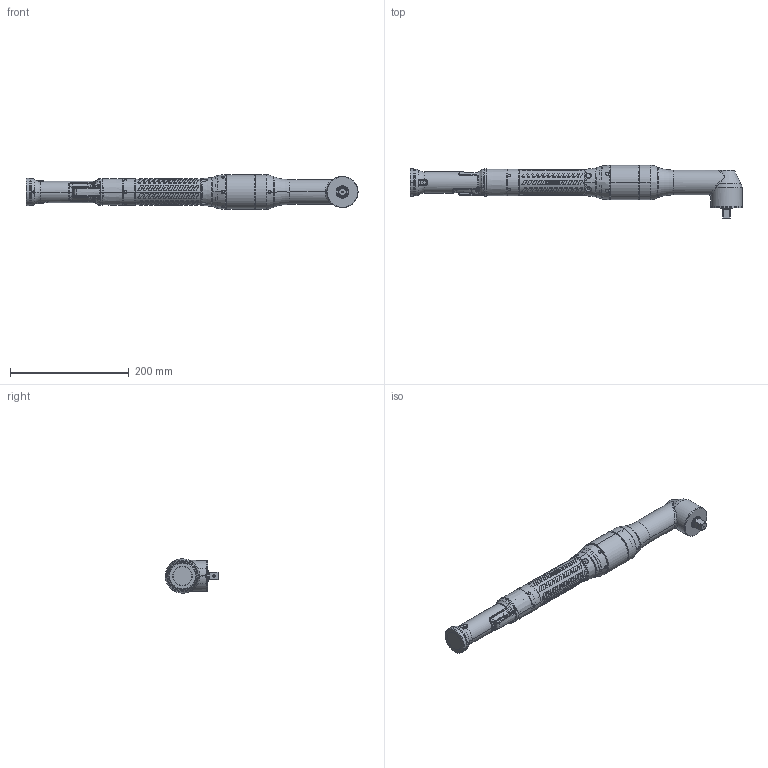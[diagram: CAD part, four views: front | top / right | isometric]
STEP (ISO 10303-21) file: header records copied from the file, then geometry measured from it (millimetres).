
FILE_DESCRIPTION((''),'2;1');
FILE_NAME('50EAN150KB4_SW0002','2017-03-27T',('D0L91'),(''),'CREO PARAMETRIC BY PTC INC, 2016050','CREO PARAMETRIC BY PTC INC, 2016050','');
FILE_SCHEMA(('CONFIG_CONTROL_DESIGN'));
Products named in the file (1): 50EAN150KB4_SW0002
Bounding box: 559.12 x 90 x 58 mm (x, y, z)
Volume: 368413.7 mm3; surface area: 260151.9 mm2
Topology: 4 solids, 5 shells, 5872 faces, 14839 edges, 8979 vertices
Faces by surface type: bspline 1959, cylinder 1593, plane 1194, extrusion 666, cone 285, torus 161, sphere 14
Entity records: 311808 total; most frequent: CARTESIAN_POINT 189728, ORIENTED_EDGE 29652, DIRECTION 18886, EDGE_CURVE 14826, VERTEX_POINT 8979, B_SPLINE_CURVE_WITH_KNOTS 7585, AXIS2_PLACEMENT_3D 7066, EDGE_LOOP 6123
